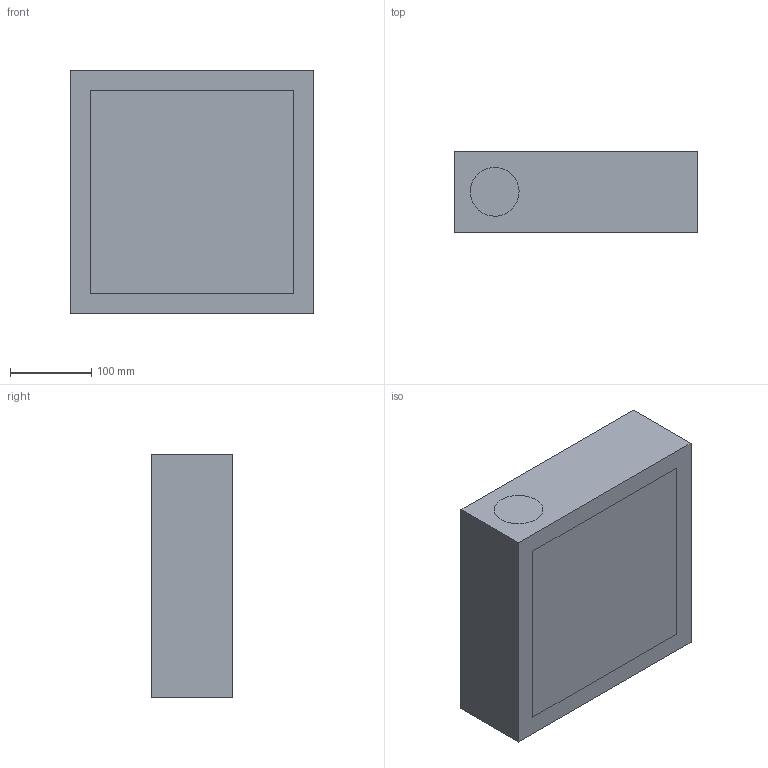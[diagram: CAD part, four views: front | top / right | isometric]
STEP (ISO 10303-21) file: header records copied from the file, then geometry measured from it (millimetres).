
FILE_DESCRIPTION((''),'2;1');
FILE_NAME( 'simple_es1.stp','2000-08-23T14:37:55',('User'),('SDRC'),'I-DEAS Master Series 8','UNIX','Yes');
FILE_SCHEMA(('CONFIG_CONTROL_DESIGN'));
Length unit declared in the file: millimetre
Bounding box: 300 x 100 x 300 mm (x, y, z)
Surface area: 387499.9 mm2 (no closed solid volume)
Topology: 0 solids, 7 shells, 14 faces, 45 edges, 29 vertices
Faces by surface type: bspline 14
Entity records: 525 total; most frequent: CARTESIAN_POINT 180, ORIENTED_EDGE 62, EDGE_CURVE 45, QUASI_UNIFORM_CURVE 44, VERTEX_POINT 29, EDGE_LOOP 17, FACE_OUTER_BOUND 14, ADVANCED_FACE 14
